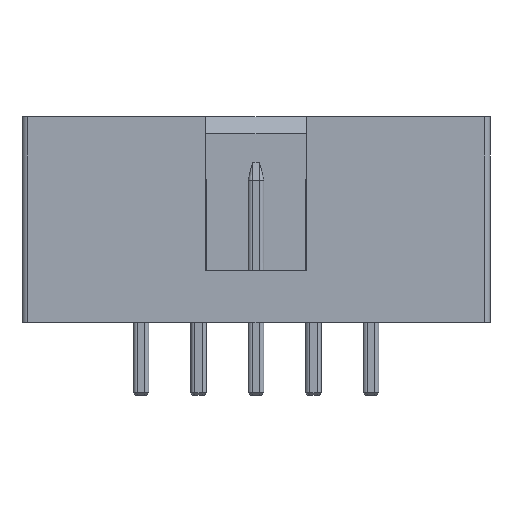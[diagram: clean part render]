
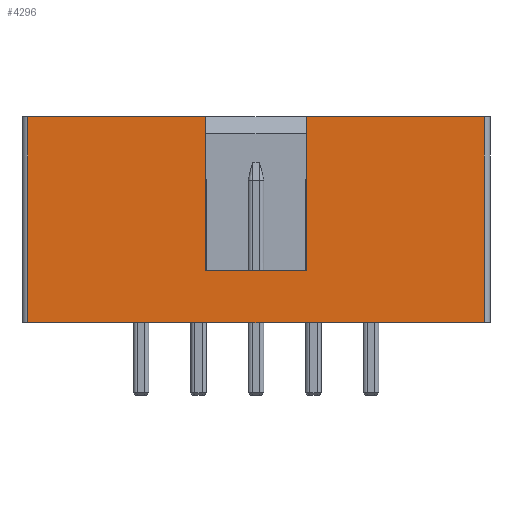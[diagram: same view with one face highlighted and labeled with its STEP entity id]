
A CAD part, front view. The second image highlights one B-rep face of the part: STEP entity #4296.
In plain terms, the highlighted planar face has unit normal (0, -1, 0).
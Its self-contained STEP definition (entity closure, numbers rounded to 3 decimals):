
#69 = PLANE('',#70);
#70 = AXIS2_PLACEMENT_3D('',#71,#72,#73);
#71 = CARTESIAN_POINT('',(0.,0.,0.));
#72 = DIRECTION('',(0.,0.,1.));
#73 = DIRECTION('',(1.,0.,-0.));
#286 = VERTEX_POINT('',#287);
#287 = CARTESIAN_POINT('',(-10.09,-4.35,0.));
#306 = CYLINDRICAL_SURFACE('',#307,0.25);
#307 = AXIS2_PLACEMENT_3D('',#308,#309,#310);
#308 = CARTESIAN_POINT('',(-10.09,-4.1,0.));
#309 = DIRECTION('',(0.,0.,1.));
#310 = DIRECTION('',(0.,-1.,0.));
#318 = EDGE_CURVE('',#286,#319,#321,.T.);
#319 = VERTEX_POINT('',#320);
#320 = CARTESIAN_POINT('',(10.09,-4.35,0.));
#321 = SURFACE_CURVE('',#322,(#326,#333),.PCURVE_S1.);
#322 = LINE('',#323,#324);
#323 = CARTESIAN_POINT('',(-10.34,-4.35,0.));
#324 = VECTOR('',#325,1.);
#325 = DIRECTION('',(1.,0.,0.));
#326 = PCURVE('',#69,#327);
#327 = DEFINITIONAL_REPRESENTATION('',(#328),#332);
#328 = LINE('',#329,#330);
#329 = CARTESIAN_POINT('',(-10.34,-4.35));
#330 = VECTOR('',#331,1.);
#331 = DIRECTION('',(1.,0.));
#332 = ( GEOMETRIC_REPRESENTATION_CONTEXT(2) 
PARAMETRIC_REPRESENTATION_CONTEXT() REPRESENTATION_CONTEXT('2D SPACE',''
  ) );
#333 = PCURVE('',#334,#339);
#334 = PLANE('',#335);
#335 = AXIS2_PLACEMENT_3D('',#336,#337,#338);
#336 = CARTESIAN_POINT('',(-10.34,-4.35,0.));
#337 = DIRECTION('',(0.,1.,0.));
#338 = DIRECTION('',(1.,0.,0.));
#339 = DEFINITIONAL_REPRESENTATION('',(#340),#344);
#340 = LINE('',#341,#342);
#341 = CARTESIAN_POINT('',(0.,0.));
#342 = VECTOR('',#343,1.);
#343 = DIRECTION('',(1.,0.));
#344 = ( GEOMETRIC_REPRESENTATION_CONTEXT(2) 
PARAMETRIC_REPRESENTATION_CONTEXT() REPRESENTATION_CONTEXT('2D SPACE',''
  ) );
#363 = CYLINDRICAL_SURFACE('',#364,0.25);
#364 = AXIS2_PLACEMENT_3D('',#365,#366,#367);
#365 = CARTESIAN_POINT('',(10.09,-4.1,0.));
#366 = DIRECTION('',(0.,0.,1.));
#367 = DIRECTION('',(0.,-1.,0.));
#2955 = PLANE('',#2956);
#2956 = AXIS2_PLACEMENT_3D('',#2957,#2958,#2959);
#2957 = CARTESIAN_POINT('',(0.,0.,9.1));
#2958 = DIRECTION('',(0.,0.,1.));
#2959 = DIRECTION('',(1.,0.,-0.));
#4249 = VERTEX_POINT('',#4250);
#4250 = CARTESIAN_POINT('',(-10.09,-4.35,9.1));
#4276 = EDGE_CURVE('',#286,#4249,#4277,.T.);
#4277 = SURFACE_CURVE('',#4278,(#4282,#4289),.PCURVE_S1.);
#4278 = LINE('',#4279,#4280);
#4279 = CARTESIAN_POINT('',(-10.09,-4.35,0.));
#4280 = VECTOR('',#4281,1.);
#4281 = DIRECTION('',(0.,0.,1.));
#4282 = PCURVE('',#306,#4283);
#4283 = DEFINITIONAL_REPRESENTATION('',(#4284),#4288);
#4284 = LINE('',#4285,#4286);
#4285 = CARTESIAN_POINT('',(-0.,0.));
#4286 = VECTOR('',#4287,1.);
#4287 = DIRECTION('',(-0.,1.));
#4288 = ( GEOMETRIC_REPRESENTATION_CONTEXT(2) 
PARAMETRIC_REPRESENTATION_CONTEXT() REPRESENTATION_CONTEXT('2D SPACE',''
  ) );
#4289 = PCURVE('',#334,#4290);
#4290 = DEFINITIONAL_REPRESENTATION('',(#4291),#4295);
#4291 = LINE('',#4292,#4293);
#4292 = CARTESIAN_POINT('',(0.25,0.));
#4293 = VECTOR('',#4294,1.);
#4294 = DIRECTION('',(0.,-1.));
#4295 = ( GEOMETRIC_REPRESENTATION_CONTEXT(2) 
PARAMETRIC_REPRESENTATION_CONTEXT() REPRESENTATION_CONTEXT('2D SPACE',''
  ) );
#4296 = ADVANCED_FACE('',(#4297),#334,.F.);
#4297 = FACE_BOUND('',#4298,.F.);
#4298 = EDGE_LOOP('',(#4299,#4300,#4301,#4324,#4350,#4376,#4402,#4425));
#4299 = ORIENTED_EDGE('',*,*,#318,.F.);
#4300 = ORIENTED_EDGE('',*,*,#4276,.T.);
#4301 = ORIENTED_EDGE('',*,*,#4302,.T.);
#4302 = EDGE_CURVE('',#4249,#4303,#4305,.T.);
#4303 = VERTEX_POINT('',#4304);
#4304 = CARTESIAN_POINT('',(-2.25,-4.35,9.1));
#4305 = SURFACE_CURVE('',#4306,(#4310,#4317),.PCURVE_S1.);
#4306 = LINE('',#4307,#4308);
#4307 = CARTESIAN_POINT('',(-10.34,-4.35,9.1));
#4308 = VECTOR('',#4309,1.);
#4309 = DIRECTION('',(1.,0.,0.));
#4310 = PCURVE('',#334,#4311);
#4311 = DEFINITIONAL_REPRESENTATION('',(#4312),#4316);
#4312 = LINE('',#4313,#4314);
#4313 = CARTESIAN_POINT('',(0.,-9.1));
#4314 = VECTOR('',#4315,1.);
#4315 = DIRECTION('',(1.,0.));
#4316 = ( GEOMETRIC_REPRESENTATION_CONTEXT(2) 
PARAMETRIC_REPRESENTATION_CONTEXT() REPRESENTATION_CONTEXT('2D SPACE',''
  ) );
#4317 = PCURVE('',#2955,#4318);
#4318 = DEFINITIONAL_REPRESENTATION('',(#4319),#4323);
#4319 = LINE('',#4320,#4321);
#4320 = CARTESIAN_POINT('',(-10.34,-4.35));
#4321 = VECTOR('',#4322,1.);
#4322 = DIRECTION('',(1.,0.));
#4323 = ( GEOMETRIC_REPRESENTATION_CONTEXT(2) 
PARAMETRIC_REPRESENTATION_CONTEXT() REPRESENTATION_CONTEXT('2D SPACE',''
  ) );
#4324 = ORIENTED_EDGE('',*,*,#4325,.T.);
#4325 = EDGE_CURVE('',#4303,#4326,#4328,.T.);
#4326 = VERTEX_POINT('',#4327);
#4327 = CARTESIAN_POINT('',(-2.25,-4.35,2.3));
#4328 = SURFACE_CURVE('',#4329,(#4333,#4339),.PCURVE_S1.);
#4329 = LINE('',#4330,#4331);
#4330 = CARTESIAN_POINT('',(-2.25,-4.35,1.15));
#4331 = VECTOR('',#4332,1.);
#4332 = DIRECTION('',(-0.,0.,-1.));
#4333 = PCURVE('',#334,#4334);
#4334 = DEFINITIONAL_REPRESENTATION('',(#4335),#4338);
#4335 = B_SPLINE_CURVE_WITH_KNOTS('',1,(#4336,#4337),.UNSPECIFIED.,.F.,
  .F.,(2,2),(-7.95,-1.15),.PIECEWISE_BEZIER_KNOTS.);
#4336 = CARTESIAN_POINT('',(8.09,-9.1));
#4337 = CARTESIAN_POINT('',(8.09,-2.3));
#4338 = ( GEOMETRIC_REPRESENTATION_CONTEXT(2) 
PARAMETRIC_REPRESENTATION_CONTEXT() REPRESENTATION_CONTEXT('2D SPACE',''
  ) );
#4339 = PCURVE('',#4340,#4345);
#4340 = PLANE('',#4341);
#4341 = AXIS2_PLACEMENT_3D('',#4342,#4343,#4344);
#4342 = CARTESIAN_POINT('',(-2.25,-3.35,2.3));
#4343 = DIRECTION('',(1.,0.,-0.));
#4344 = DIRECTION('',(0.,-1.,0.));
#4345 = DEFINITIONAL_REPRESENTATION('',(#4346),#4349);
#4346 = B_SPLINE_CURVE_WITH_KNOTS('',1,(#4347,#4348),.UNSPECIFIED.,.F.,
  .F.,(2,2),(-7.95,-1.15),.PIECEWISE_BEZIER_KNOTS.);
#4347 = CARTESIAN_POINT('',(1.,-6.8));
#4348 = CARTESIAN_POINT('',(1.,0.));
#4349 = ( GEOMETRIC_REPRESENTATION_CONTEXT(2) 
PARAMETRIC_REPRESENTATION_CONTEXT() REPRESENTATION_CONTEXT('2D SPACE',''
  ) );
#4350 = ORIENTED_EDGE('',*,*,#4351,.T.);
#4351 = EDGE_CURVE('',#4326,#4352,#4354,.T.);
#4352 = VERTEX_POINT('',#4353);
#4353 = CARTESIAN_POINT('',(2.25,-4.35,2.3));
#4354 = SURFACE_CURVE('',#4355,(#4359,#4365),.PCURVE_S1.);
#4355 = LINE('',#4356,#4357);
#4356 = CARTESIAN_POINT('',(-5.17,-4.35,2.3));
#4357 = VECTOR('',#4358,1.);
#4358 = DIRECTION('',(1.,0.,0.));
#4359 = PCURVE('',#334,#4360);
#4360 = DEFINITIONAL_REPRESENTATION('',(#4361),#4364);
#4361 = B_SPLINE_CURVE_WITH_KNOTS('',1,(#4362,#4363),.UNSPECIFIED.,.F.,
  .F.,(2,2),(2.92,7.42),.PIECEWISE_BEZIER_KNOTS.);
#4362 = CARTESIAN_POINT('',(8.09,-2.3));
#4363 = CARTESIAN_POINT('',(12.59,-2.3));
#4364 = ( GEOMETRIC_REPRESENTATION_CONTEXT(2) 
PARAMETRIC_REPRESENTATION_CONTEXT() REPRESENTATION_CONTEXT('2D SPACE',''
  ) );
#4365 = PCURVE('',#4366,#4371);
#4366 = PLANE('',#4367);
#4367 = AXIS2_PLACEMENT_3D('',#4368,#4369,#4370);
#4368 = CARTESIAN_POINT('',(0.,-4.35,2.3));
#4369 = DIRECTION('',(0.,0.,1.));
#4370 = DIRECTION('',(1.,0.,-0.));
#4371 = DEFINITIONAL_REPRESENTATION('',(#4372),#4375);
#4372 = B_SPLINE_CURVE_WITH_KNOTS('',1,(#4373,#4374),.UNSPECIFIED.,.F.,
  .F.,(2,2),(2.92,7.42),.PIECEWISE_BEZIER_KNOTS.);
#4373 = CARTESIAN_POINT('',(-2.25,0.));
#4374 = CARTESIAN_POINT('',(2.25,0.));
#4375 = ( GEOMETRIC_REPRESENTATION_CONTEXT(2) 
PARAMETRIC_REPRESENTATION_CONTEXT() REPRESENTATION_CONTEXT('2D SPACE',''
  ) );
#4376 = ORIENTED_EDGE('',*,*,#4377,.T.);
#4377 = EDGE_CURVE('',#4352,#4378,#4380,.T.);
#4378 = VERTEX_POINT('',#4379);
#4379 = CARTESIAN_POINT('',(2.25,-4.35,9.1));
#4380 = SURFACE_CURVE('',#4381,(#4385,#4391),.PCURVE_S1.);
#4381 = LINE('',#4382,#4383);
#4382 = CARTESIAN_POINT('',(2.25,-4.35,1.15));
#4383 = VECTOR('',#4384,1.);
#4384 = DIRECTION('',(0.,-0.,1.));
#4385 = PCURVE('',#334,#4386);
#4386 = DEFINITIONAL_REPRESENTATION('',(#4387),#4390);
#4387 = B_SPLINE_CURVE_WITH_KNOTS('',1,(#4388,#4389),.UNSPECIFIED.,.F.,
  .F.,(2,2),(1.15,7.95),.PIECEWISE_BEZIER_KNOTS.);
#4388 = CARTESIAN_POINT('',(12.59,-2.3));
#4389 = CARTESIAN_POINT('',(12.59,-9.1));
#4390 = ( GEOMETRIC_REPRESENTATION_CONTEXT(2) 
PARAMETRIC_REPRESENTATION_CONTEXT() REPRESENTATION_CONTEXT('2D SPACE',''
  ) );
#4391 = PCURVE('',#4392,#4397);
#4392 = PLANE('',#4393);
#4393 = AXIS2_PLACEMENT_3D('',#4394,#4395,#4396);
#4394 = CARTESIAN_POINT('',(2.25,-5.35,2.3));
#4395 = DIRECTION('',(-1.,0.,0.));
#4396 = DIRECTION('',(0.,1.,0.));
#4397 = DEFINITIONAL_REPRESENTATION('',(#4398),#4401);
#4398 = B_SPLINE_CURVE_WITH_KNOTS('',1,(#4399,#4400),.UNSPECIFIED.,.F.,
  .F.,(2,2),(1.15,7.95),.PIECEWISE_BEZIER_KNOTS.);
#4399 = CARTESIAN_POINT('',(1.,0.));
#4400 = CARTESIAN_POINT('',(1.,-6.8));
#4401 = ( GEOMETRIC_REPRESENTATION_CONTEXT(2) 
PARAMETRIC_REPRESENTATION_CONTEXT() REPRESENTATION_CONTEXT('2D SPACE',''
  ) );
#4402 = ORIENTED_EDGE('',*,*,#4403,.T.);
#4403 = EDGE_CURVE('',#4378,#4404,#4406,.T.);
#4404 = VERTEX_POINT('',#4405);
#4405 = CARTESIAN_POINT('',(10.09,-4.35,9.1));
#4406 = SURFACE_CURVE('',#4407,(#4411,#4418),.PCURVE_S1.);
#4407 = LINE('',#4408,#4409);
#4408 = CARTESIAN_POINT('',(-10.34,-4.35,9.1));
#4409 = VECTOR('',#4410,1.);
#4410 = DIRECTION('',(1.,0.,0.));
#4411 = PCURVE('',#334,#4412);
#4412 = DEFINITIONAL_REPRESENTATION('',(#4413),#4417);
#4413 = LINE('',#4414,#4415);
#4414 = CARTESIAN_POINT('',(0.,-9.1));
#4415 = VECTOR('',#4416,1.);
#4416 = DIRECTION('',(1.,0.));
#4417 = ( GEOMETRIC_REPRESENTATION_CONTEXT(2) 
PARAMETRIC_REPRESENTATION_CONTEXT() REPRESENTATION_CONTEXT('2D SPACE',''
  ) );
#4418 = PCURVE('',#2955,#4419);
#4419 = DEFINITIONAL_REPRESENTATION('',(#4420),#4424);
#4420 = LINE('',#4421,#4422);
#4421 = CARTESIAN_POINT('',(-10.34,-4.35));
#4422 = VECTOR('',#4423,1.);
#4423 = DIRECTION('',(1.,0.));
#4424 = ( GEOMETRIC_REPRESENTATION_CONTEXT(2) 
PARAMETRIC_REPRESENTATION_CONTEXT() REPRESENTATION_CONTEXT('2D SPACE',''
  ) );
#4425 = ORIENTED_EDGE('',*,*,#4426,.F.);
#4426 = EDGE_CURVE('',#319,#4404,#4427,.T.);
#4427 = SURFACE_CURVE('',#4428,(#4432,#4439),.PCURVE_S1.);
#4428 = LINE('',#4429,#4430);
#4429 = CARTESIAN_POINT('',(10.09,-4.35,0.));
#4430 = VECTOR('',#4431,1.);
#4431 = DIRECTION('',(0.,0.,1.));
#4432 = PCURVE('',#334,#4433);
#4433 = DEFINITIONAL_REPRESENTATION('',(#4434),#4438);
#4434 = LINE('',#4435,#4436);
#4435 = CARTESIAN_POINT('',(20.43,0.));
#4436 = VECTOR('',#4437,1.);
#4437 = DIRECTION('',(0.,-1.));
#4438 = ( GEOMETRIC_REPRESENTATION_CONTEXT(2) 
PARAMETRIC_REPRESENTATION_CONTEXT() REPRESENTATION_CONTEXT('2D SPACE',''
  ) );
#4439 = PCURVE('',#363,#4440);
#4440 = DEFINITIONAL_REPRESENTATION('',(#4441),#4445);
#4441 = LINE('',#4442,#4443);
#4442 = CARTESIAN_POINT('',(0.,0.));
#4443 = VECTOR('',#4444,1.);
#4444 = DIRECTION('',(0.,1.));
#4445 = ( GEOMETRIC_REPRESENTATION_CONTEXT(2) 
PARAMETRIC_REPRESENTATION_CONTEXT() REPRESENTATION_CONTEXT('2D SPACE',''
  ) );
